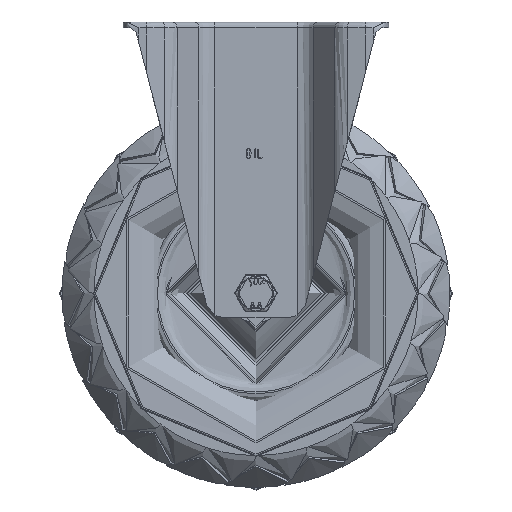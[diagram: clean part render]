
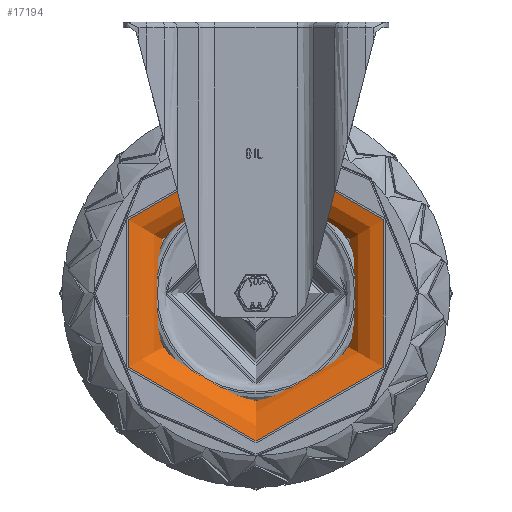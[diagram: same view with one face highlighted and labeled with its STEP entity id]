
A CAD part, front view. The second image highlights one B-rep face of the part: STEP entity #17194.
In plain terms, the highlighted toroidal (fillet/blend) face has major radius 76.24 mm and minor radius 26.634 mm.
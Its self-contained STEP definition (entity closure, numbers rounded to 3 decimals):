
#352=TOROIDAL_SURFACE('',#18852,76.24,26.634);
#1487=FACE_OUTER_BOUND('',#2575,.T.);
#2575=EDGE_LOOP('',(#13322,#13323,#13324,#13325,#13326,#13327));
#3709=CIRCLE('',#18849,75.);
#3711=CIRCLE('',#18851,75.);
#3712=CIRCLE('',#18853,26.634);
#3713=CIRCLE('',#18854,54.5);
#3714=CIRCLE('',#18855,54.5);
#7732=VERTEX_POINT('',#28462);
#7733=VERTEX_POINT('',#28463);
#7735=VERTEX_POINT('',#28470);
#7736=VERTEX_POINT('',#28472);
#9788=EDGE_CURVE('',#7732,#7733,#3709,.T.);
#9791=EDGE_CURVE('',#7733,#7732,#3711,.T.);
#9792=EDGE_CURVE('',#7733,#7735,#3712,.T.);
#9793=EDGE_CURVE('',#7736,#7735,#3713,.T.);
#9794=EDGE_CURVE('',#7735,#7736,#3714,.T.);
#13322=ORIENTED_EDGE('',*,*,#9788,.T.);
#13323=ORIENTED_EDGE('',*,*,#9792,.T.);
#13324=ORIENTED_EDGE('',*,*,#9793,.F.);
#13325=ORIENTED_EDGE('',*,*,#9794,.F.);
#13326=ORIENTED_EDGE('',*,*,#9792,.F.);
#13327=ORIENTED_EDGE('',*,*,#9791,.T.);
#17194=ADVANCED_FACE('',(#1487),#352,.T.);
#18849=AXIS2_PLACEMENT_3D('',#28464,#21590,#21591);
#18851=AXIS2_PLACEMENT_3D('',#28468,#21595,#21596);
#18852=AXIS2_PLACEMENT_3D('',#28469,#21597,#21598);
#18853=AXIS2_PLACEMENT_3D('',#28471,#21599,#21600);
#18854=AXIS2_PLACEMENT_3D('',#28473,#21601,#21602);
#18855=AXIS2_PLACEMENT_3D('',#28474,#21603,#21604);
#21590=DIRECTION('center_axis',(0.,-1.,0.));
#21591=DIRECTION('ref_axis',(0.,0.,1.));
#21595=DIRECTION('center_axis',(0.,-1.,0.));
#21596=DIRECTION('ref_axis',(0.,0.,1.));
#21597=DIRECTION('center_axis',(0.,1.,0.));
#21598=DIRECTION('ref_axis',(0.,0.,-1.));
#21599=DIRECTION('center_axis',(1.,0.,0.));
#21600=DIRECTION('ref_axis',(0.,0.,
1.));
#21601=DIRECTION('center_axis',(0.,-1.,0.));
#21602=DIRECTION('ref_axis',(0.,0.,1.));
#21603=DIRECTION('center_axis',(0.,-1.,0.));
#21604=DIRECTION('ref_axis',(0.,0.,1.));
#28462=CARTESIAN_POINT('',(0.,-24.719,-75.));
#28463=CARTESIAN_POINT('',(0.,-24.719,75.));
#28464=CARTESIAN_POINT('Origin',(0.,-24.719,0.));
#28468=CARTESIAN_POINT('Origin',(0.,-24.719,0.));
#28469=CARTESIAN_POINT('Origin',(0.,1.886,0.));
#28470=CARTESIAN_POINT('',(0.,-13.5,54.5));
#28471=CARTESIAN_POINT('Origin',(0.,1.886,
76.24));
#28472=CARTESIAN_POINT('',(0.,-13.5,-54.5));
#28473=CARTESIAN_POINT('Origin',(0.,-13.5,0.));
#28474=CARTESIAN_POINT('Origin',(0.,-13.5,0.));
